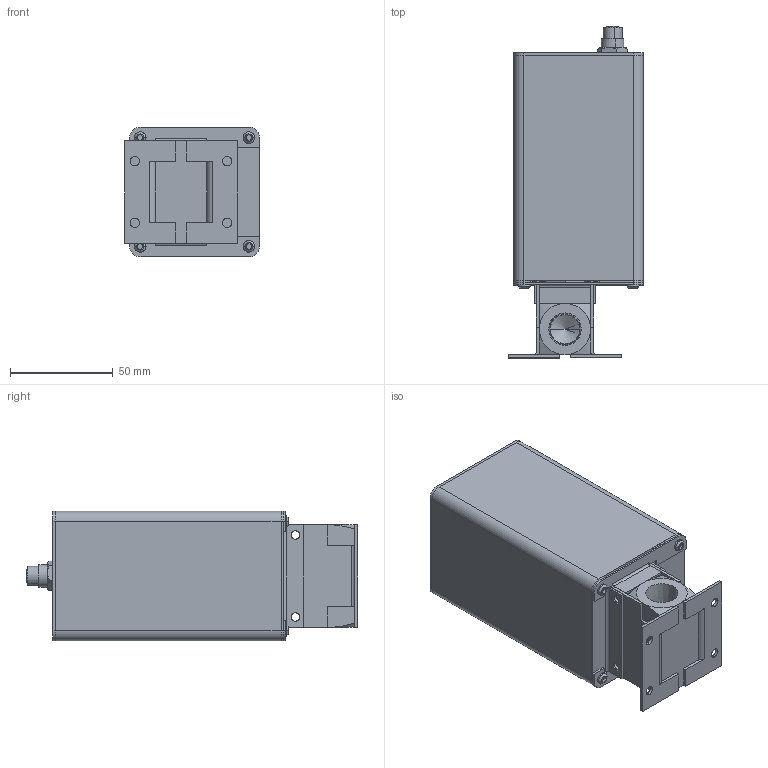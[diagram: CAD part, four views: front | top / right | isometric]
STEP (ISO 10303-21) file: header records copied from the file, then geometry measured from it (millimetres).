
FILE_DESCRIPTION (( 'STEP AP203' ), '1' );
FILE_NAME ('HV NVF-10T ²Õ¦XO.STEP', '2025-09-03T12:56:52', ( '' ), ( '' ), 'SwSTEP 2.0', 'SolidWorks 2024', '' );
FILE_SCHEMA (( 'CONFIG_CONTROL_DESIGN' ));
Length unit declared in the file: millimetre
Products named in the file (16): 鋁擠型 成策63X63X100_PV; HV 固定板 NVF-10T O3 B側; HV 蓋板 NVF-10T O3 O側; HV 殼板 NVF-10T O3 A側; HV 殼板 NVF-10T O3 B側; 內六角鈕扣頭螺絲_M3X8; HV 固定板 NVF-10T O3 A側; PV HV驅動板; 盒蓋 成策63.2X63.2; HV NVF-10T 組合O; 內六角皿頭螺絲_十字M3X6; HV 蓋板 NVF-10T O3 I側; M8連接器 螺帽; M8 板前母座連接器_PV-01; M8連接器 本體; 手動閥 NVF-10T_全開
Assembly tree (21 placements, depth 3):
  HV NVF-10T 組合O
    手動閥 NVF-10T_全開
    HV 固定板 NVF-10T O3 A側
    HV 固定板 NVF-10T O3 B側
    HV 殼板 NVF-10T O3 B側
    HV 殼板 NVF-10T O3 A側
    鋁擠型 成策63X63X100_PV
    盒蓋 成策63.2X63.2
    PV HV驅動板
    HV 蓋板 NVF-10T O3 I側
    HV 蓋板 NVF-10T O3 O側
    M8 板前母座連接器_PV-01
      M8連接器 本體
      M8連接器 螺帽
    內六角鈕扣頭螺絲_M3X8  x4
    內六角皿頭螺絲_十字M3X6  x4
Bounding box: 65.7 x 161.8 x 63.2 mm (x, y, z)
Volume: 125017.6 mm3; surface area: 125810.3 mm2
Topology: 21 solids, 21 shells, 825 faces, 2114 edges, 1374 vertices
Faces by surface type: plane 551, cylinder 179, cone 87, sphere 8
Entity records: 23975 total; most frequent: CARTESIAN_POINT 4345, ORIENTED_EDGE 3660, DIRECTION 3617, EDGE_CURVE 1830, VECTOR 1335, LINE 1335, VERTEX_POINT 1197, AXIS2_PLACEMENT_3D 1141
